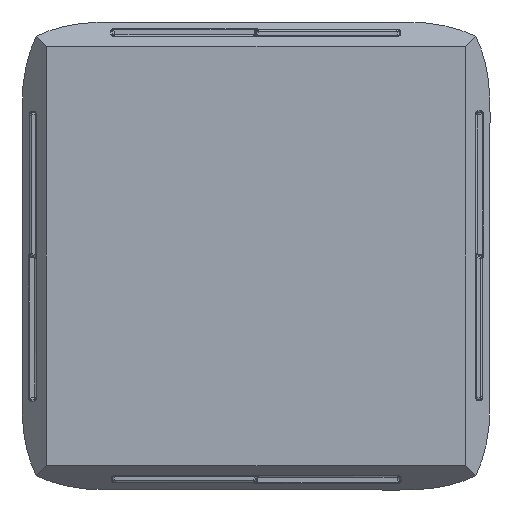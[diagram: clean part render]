
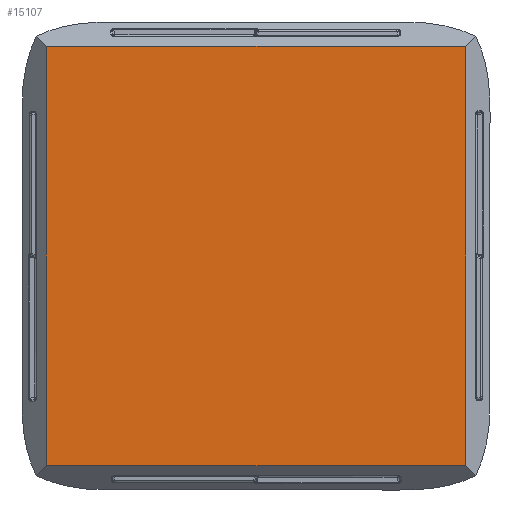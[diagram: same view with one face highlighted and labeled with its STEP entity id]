
A CAD part, front view. The second image highlights one B-rep face of the part: STEP entity #15107.
In plain terms, the highlighted planar face has unit normal (0, -1, 0).
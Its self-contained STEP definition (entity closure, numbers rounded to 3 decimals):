
#261=ELLIPSE('',#16343,0.173,0.1);
#262=ELLIPSE('',#16344,0.173,0.1);
#263=ELLIPSE('',#16345,0.173,0.1);
#264=ELLIPSE('',#16346,0.173,0.1);
#2077=FACE_OUTER_BOUND('',#3206,.T.);
#3206=EDGE_LOOP('',(#12559,#12560,#12561,#12562,#12563,#12564,#12565,#12566));
#4750=LINE('',#35857,#6247);
#4761=LINE('',#35887,#6258);
#4762=LINE('',#35891,#6259);
#4763=LINE('',#35896,#6260);
#6247=VECTOR('',#20155,1.);
#6258=VECTOR('',#20176,1.);
#6259=VECTOR('',#20179,1.);
#6260=VECTOR('',#20184,1.);
#7067=VERTEX_POINT('',#35855);
#7068=VERTEX_POINT('',#35856);
#7081=VERTEX_POINT('',#35885);
#7082=VERTEX_POINT('',#35886);
#7083=VERTEX_POINT('',#35888);
#7084=VERTEX_POINT('',#35890);
#7085=VERTEX_POINT('',#35893);
#7086=VERTEX_POINT('',#35895);
#8917=EDGE_CURVE('',#7067,#7068,#4750,.T.);
#8932=EDGE_CURVE('',#7081,#7082,#4761,.T.);
#8933=EDGE_CURVE('',#7081,#7083,#261,.T.);
#8934=EDGE_CURVE('',#7084,#7083,#4762,.T.);
#8935=EDGE_CURVE('',#7084,#7068,#262,.T.);
#8936=EDGE_CURVE('',#7067,#7085,#263,.T.);
#8937=EDGE_CURVE('',#7086,#7085,#4763,.T.);
#8938=EDGE_CURVE('',#7086,#7082,#264,.T.);
#12559=ORIENTED_EDGE('',*,*,#8932,.F.);
#12560=ORIENTED_EDGE('',*,*,#8933,.T.);
#12561=ORIENTED_EDGE('',*,*,#8934,.F.);
#12562=ORIENTED_EDGE('',*,*,#8935,.T.);
#12563=ORIENTED_EDGE('',*,*,#8917,.F.);
#12564=ORIENTED_EDGE('',*,*,#8936,.T.);
#12565=ORIENTED_EDGE('',*,*,#8937,.F.);
#12566=ORIENTED_EDGE('',*,*,#8938,.T.);
#14118=PLANE('',#16342);
#15107=ADVANCED_FACE('',(#2077),#14118,.T.);
#16342=AXIS2_PLACEMENT_3D('',#35884,#20174,#20175);
#16343=AXIS2_PLACEMENT_3D('',#35889,#20177,#20178);
#16344=AXIS2_PLACEMENT_3D('',#35892,#20180,#20181);
#16345=AXIS2_PLACEMENT_3D('',#35894,#20182,#20183);
#16346=AXIS2_PLACEMENT_3D('',#35897,#20185,#20186);
#20155=DIRECTION('',(1.,0.,0.));
#20174=DIRECTION('center_axis',(0.,-1.,0.));
#20175=DIRECTION('ref_axis',(0.,0.,-1.));
#20176=DIRECTION('',(-1.,0.,0.));
#20177=DIRECTION('center_axis',(0.,-1.,0.));
#20178=DIRECTION('ref_axis',(0.707,0.,-0.707));
#20179=DIRECTION('',(0.,0.,-1.));
#20180=DIRECTION('center_axis',(0.,-1.,0.));
#20181=DIRECTION('ref_axis',(0.707,0.,0.707));
#20182=DIRECTION('center_axis',(0.,-1.,0.));
#20183=DIRECTION('ref_axis',(-0.707,0.,0.707));
#20184=DIRECTION('',(0.,0.,1.));
#20185=DIRECTION('center_axis',(0.,-1.,0.));
#20186=DIRECTION('ref_axis',(-0.707,0.,-0.707));
#35855=CARTESIAN_POINT('',(-49.504,49.112,49.575));
#35856=CARTESIAN_POINT('',(49.504,49.112,49.575));
#35857=CARTESIAN_POINT('',(547.853,49.112,49.575));
#35884=CARTESIAN_POINT('Origin',(547.853,49.112,46.569));
#35885=CARTESIAN_POINT('',(49.504,49.112,-49.575));
#35886=CARTESIAN_POINT('',(-49.504,49.112,-49.575));
#35887=CARTESIAN_POINT('',(-547.853,49.112,-49.575));
#35888=CARTESIAN_POINT('',(49.575,49.112,-49.504));
#35889=CARTESIAN_POINT('Origin',(49.433,49.112,-49.433));
#35890=CARTESIAN_POINT('',(49.575,49.112,49.504));
#35891=CARTESIAN_POINT('',(49.575,49.112,547.853));
#35892=CARTESIAN_POINT('Origin',(49.433,49.112,49.433));
#35893=CARTESIAN_POINT('',(-49.575,49.112,49.504));
#35894=CARTESIAN_POINT('Origin',(-49.433,49.112,49.433));
#35895=CARTESIAN_POINT('',(-49.575,49.112,-49.504));
#35896=CARTESIAN_POINT('',(-49.575,49.112,547.853));
#35897=CARTESIAN_POINT('Origin',(-49.433,49.112,-49.433));
